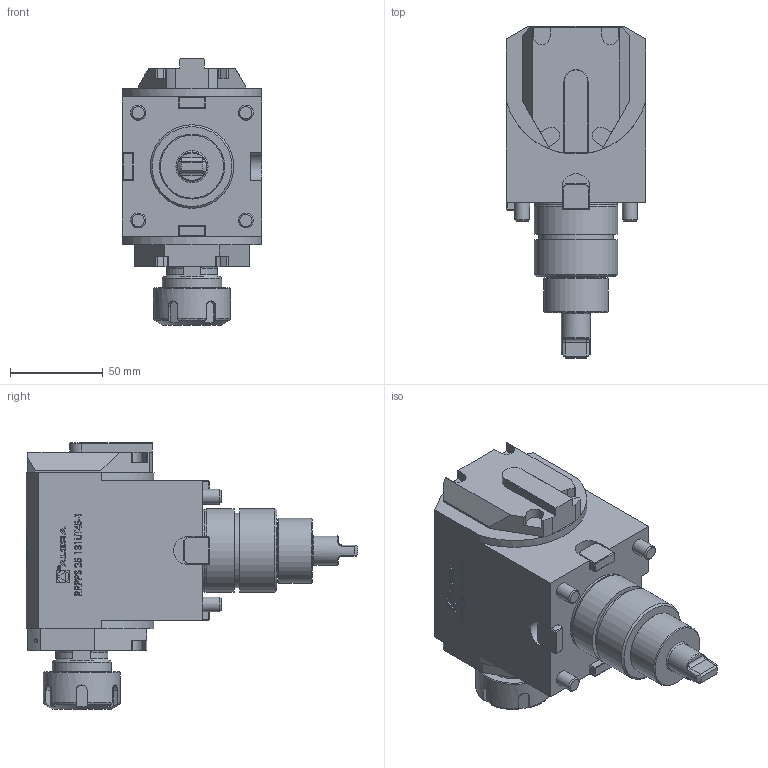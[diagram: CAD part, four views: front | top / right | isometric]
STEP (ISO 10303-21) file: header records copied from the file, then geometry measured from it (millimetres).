
FILE_DESCRIPTION (( 'STEP AP214' ), '1' );
FILE_NAME ('RRPPS25131UT45-1.STEP', '2026-01-28T07:41:56', ( '' ), ( '' ), 'SwSTEP 2.0', 'SolidWorks 2023', '' );
FILE_SCHEMA (( 'AUTOMOTIVE_DESIGN' ));
Length unit declared in the file: millimetre
Products named in the file (1): RRPPS25131UT45-1
Bounding box: 75 x 178.7 x 143.38 mm (x, y, z)
Volume: 762927.8 mm3; surface area: 71615.5 mm2
Topology: 1 solids, 1 shells, 662 faces, 1744 edges, 1132 vertices
Faces by surface type: plane 431, cylinder 99, bspline 89, cone 30, torus 13
Full cylindrical faces by diameter (mm): 1.7 x1, 2.1 x1, 6.366 x1, 8 x4, 15.7 x1, 28 x1, 32 x1, 34 x1, 35 x1, 38 x1, 38.2 x1, 40.2 x1, 41.5 x1, 42 x1, 42.2 x1, 44.6 x1, 45 x2, 46 x1, 46.2 x1, 50 x1, 50.2 x1
Entity records: 28635 total; most frequent: CARTESIAN_POINT 9676, ORIENTED_EDGE 3370, DIRECTION 2776, EDGE_CURVE 1685, LINE 1162, VECTOR 1162, VERTEX_POINT 1117, AXIS2_PLACEMENT_3D 807
